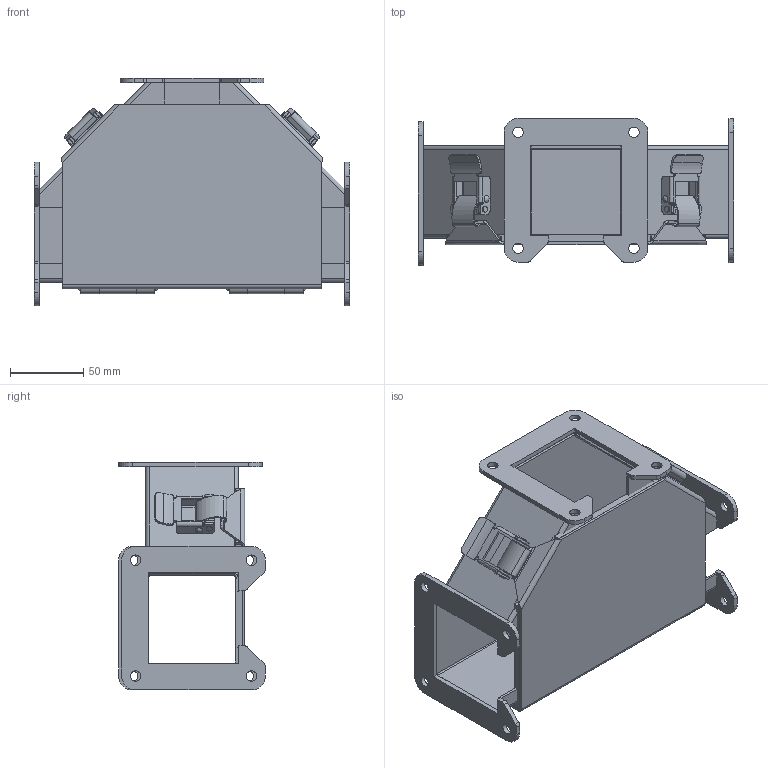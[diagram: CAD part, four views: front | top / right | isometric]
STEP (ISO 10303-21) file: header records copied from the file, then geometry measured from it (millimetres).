
FILE_DESCRIPTION (( 'STEP AP203' ), '1' );
FILE_NAME ('1485BTN.step', '2020-11-19T14:30:15', ( 'ADC123' ), ( 'Microsoft' ), 'SwSTEP 2.0', 'SolidWorks 2019', '' );
FILE_SCHEMA (( 'CONFIG_CONTROL_DESIGN' ));
Length unit declared in the file: inch
Products named in the file (1): 1485BTN
Bounding box: 215.89 x 100.53 x 156.1 mm (x, y, z)
Volume: 242815.8 mm3; surface area: 243672.3 mm2
Topology: 23 solids, 23 shells, 496 faces, 1248 edges, 802 vertices
Faces by surface type: plane 302, cylinder 158, bspline 36
Full cylindrical faces by diameter (mm): 3.175 x4, 4.013 x4, 4.115 x4, 4.166 x4, 7.137 x12
Entity records: 16281 total; most frequent: CARTESIAN_POINT 4434, ORIENTED_EDGE 2424, DIRECTION 2351, EDGE_CURVE 1212, LINE 853, VECTOR 853, VERTEX_POINT 802, AXIS2_PLACEMENT_3D 749
